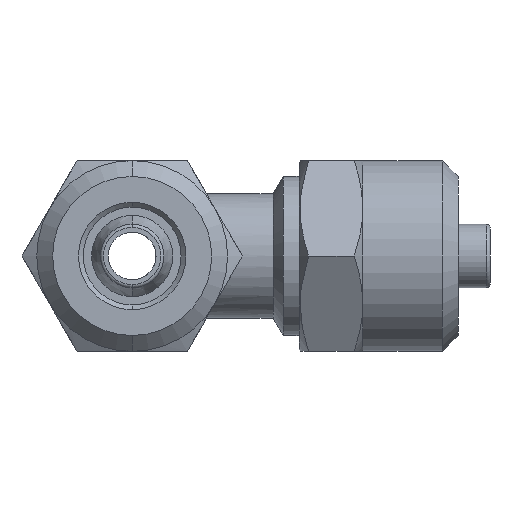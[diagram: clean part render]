
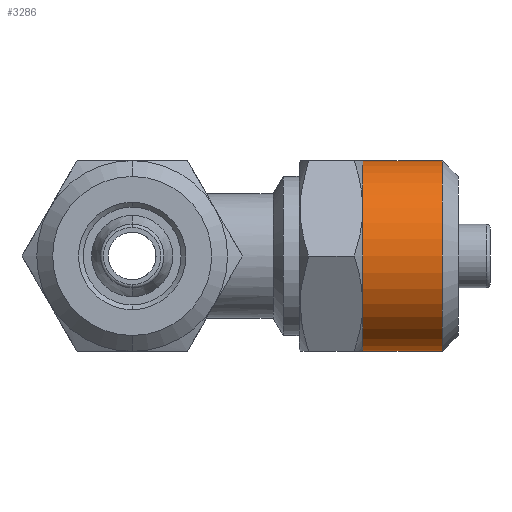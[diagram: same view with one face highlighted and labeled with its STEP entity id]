
A CAD part, left-side view. The second image highlights one B-rep face of the part: STEP entity #3286.
In plain terms, the highlighted cylindrical face has radius 6 mm (diameter 12 mm), a partial arc.
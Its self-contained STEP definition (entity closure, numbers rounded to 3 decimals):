
#541 = LINE ( 'NONE', #1481, #2847 ) ;
#542 = LINE ( 'NONE', #1495, #2839 ) ;
#834 = DIRECTION ( 'NONE',  ( 0., 0., -1. ) ) ;
#835 = DIRECTION ( 'NONE',  ( 0., 1., 0. ) ) ;
#836 = CARTESIAN_POINT ( 'NONE',  ( 0., -8.081, 0. ) ) ;
#1479 = DIRECTION ( 'NONE',  ( 0., 1., 0. ) ) ;
#1481 = CARTESIAN_POINT ( 'NONE',  ( 0., -8.081, -6. ) ) ;
#1482 = DIRECTION ( 'NONE',  ( 0., 0., -1. ) ) ;
#1483 = DIRECTION ( 'NONE',  ( 0., 1., 0. ) ) ;
#1484 = CARTESIAN_POINT ( 'NONE',  ( 0., -14.5, 0. ) ) ;
#1486 = DIRECTION ( 'NONE',  ( 0., 0., -1. ) ) ;
#1487 = DIRECTION ( 'NONE',  ( 0., 1., 0. ) ) ;
#1488 = CARTESIAN_POINT ( 'NONE',  ( 0., -14.5, 0. ) ) ;
#1491 = DIRECTION ( 'NONE',  ( 0., 0., -1. ) ) ;
#1492 = DIRECTION ( 'NONE',  ( 0., 1., 0. ) ) ;
#1493 = CARTESIAN_POINT ( 'NONE',  ( 0., -14.5, 0. ) ) ;
#1494 = DIRECTION ( 'NONE',  ( 0., 1., 0. ) ) ;
#1495 = CARTESIAN_POINT ( 'NONE',  ( 0., -8.081, 6. ) ) ;
#1500 = DIRECTION ( 'NONE',  ( 0., 0., -1. ) ) ;
#1501 = DIRECTION ( 'NONE',  ( 0., 1., 0. ) ) ;
#1503 = CARTESIAN_POINT ( 'NONE',  ( 0., -19.5, 0. ) ) ;
#2139 = CARTESIAN_POINT ( 'NONE',  ( -5.196, -14.5, -3. ) ) ;
#2270 = CARTESIAN_POINT ( 'NONE',  ( -5.196, -14.5, 3. ) ) ;
#2271 = CARTESIAN_POINT ( 'NONE',  ( 0., -14.5, 6. ) ) ;
#2272 = CARTESIAN_POINT ( 'NONE',  ( 0., -19.5, -6. ) ) ;
#2274 = CARTESIAN_POINT ( 'NONE',  ( 0., -19.5, 6. ) ) ;
#2290 = CARTESIAN_POINT ( 'NONE',  ( 0., -14.5, -6. ) ) ;
#2368 = ORIENTED_EDGE ( 'NONE', *, *, #3237, .T. ) ;
#2369 = ORIENTED_EDGE ( 'NONE', *, *, #3240, .F. ) ;
#2370 = ORIENTED_EDGE ( 'NONE', *, *, #3239, .T. ) ;
#2371 = ORIENTED_EDGE ( 'NONE', *, *, #3241, .F. ) ;
#2372 = ORIENTED_EDGE ( 'NONE', *, *, #3242, .F. ) ;
#2373 = ORIENTED_EDGE ( 'NONE', *, *, #3243, .F. ) ;
#2536 = VERTEX_POINT ( 'NONE', #2290 ) ;
#2571 = VERTEX_POINT ( 'NONE', #2139 ) ;
#2635 = VERTEX_POINT ( 'NONE', #2274 ) ;
#2636 = VERTEX_POINT ( 'NONE', #2272 ) ;
#2637 = VERTEX_POINT ( 'NONE', #2271 ) ;
#2638 = VERTEX_POINT ( 'NONE', #2270 ) ;
#2827 = CIRCLE ( 'NONE', #2835, 6. ) ;
#2835 = AXIS2_PLACEMENT_3D ( 'NONE', #1503, #1501, #1500 ) ;
#2836 = CIRCLE ( 'NONE', #2840, 6. ) ;
#2839 = VECTOR ( 'NONE', #1494, 1000. ) ;
#2840 = AXIS2_PLACEMENT_3D ( 'NONE', #1493, #1492, #1491 ) ;
#2841 = CIRCLE ( 'NONE', #2842, 6. ) ;
#2842 = AXIS2_PLACEMENT_3D ( 'NONE', #1488, #1487, #1486 ) ;
#2843 = CIRCLE ( 'NONE', #2844, 6. ) ;
#2844 = AXIS2_PLACEMENT_3D ( 'NONE', #1484, #1483, #1482 ) ;
#2847 = VECTOR ( 'NONE', #1479, 1000. ) ;
#2888 = AXIS2_PLACEMENT_3D ( 'NONE', #836, #835, #834 ) ;
#3237 = EDGE_CURVE ( 'NONE', #2636, #2635, #2827, .T. ) ;
#3239 = EDGE_CURVE ( 'NONE', #2635, #2637, #542, .T. ) ;
#3240 = EDGE_CURVE ( 'NONE', #2638, #2637, #2836, .T. ) ;
#3241 = EDGE_CURVE ( 'NONE', #2571, #2638, #2841, .T. ) ;
#3242 = EDGE_CURVE ( 'NONE', #2536, #2571, #2843, .T. ) ;
#3243 = EDGE_CURVE ( 'NONE', #2636, #2536, #541, .T. ) ;
#3286 = ADVANCED_FACE ( 'NONE', ( #4821 ), #4820, .T. ) ;
#4697 = EDGE_LOOP ( 'NONE', ( #2368, #2370, #2369, #2371, #2372, #2373 ) ) ;
#4820 = CYLINDRICAL_SURFACE ( 'NONE', #2888, 6. ) ;
#4821 = FACE_OUTER_BOUND ( 'NONE', #4697, .T. ) ;
